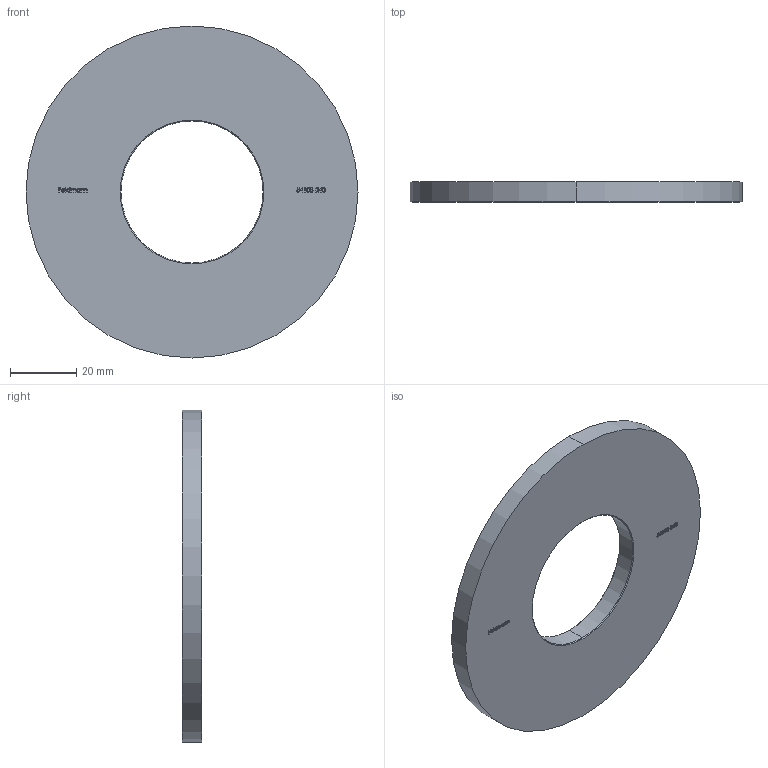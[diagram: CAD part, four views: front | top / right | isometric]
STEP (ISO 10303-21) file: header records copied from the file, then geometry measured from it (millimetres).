
FILE_DESCRIPTION (( 'STEP AP203' ), '1' );
FILE_NAME ('54108-240.step', '2020-10-21T10:59:20', ( '' ), ( '' ), 'SwSTEP 2.0', 'SolidWorks 2018', '' );
FILE_SCHEMA (( 'CONFIG_CONTROL_DESIGN' ));
Length unit declared in the file: millimetre
Products named in the file (2): 54108-240
Bounding box: 100 x 6 x 100 mm (x, y, z)
Volume: 38482.5 mm3; surface area: 15492.6 mm2
Topology: 1 solids, 1 shells, 235 faces, 617 edges, 410 vertices
Faces by surface type: plane 130, bspline 97, cone 4, cylinder 4
Entity records: 12772 total; most frequent: CARTESIAN_POINT 7465, ORIENTED_EDGE 1234, DIRECTION 715, EDGE_CURVE 617, VECTOR 411, LINE 411, VERTEX_POINT 410, EDGE_LOOP 263
